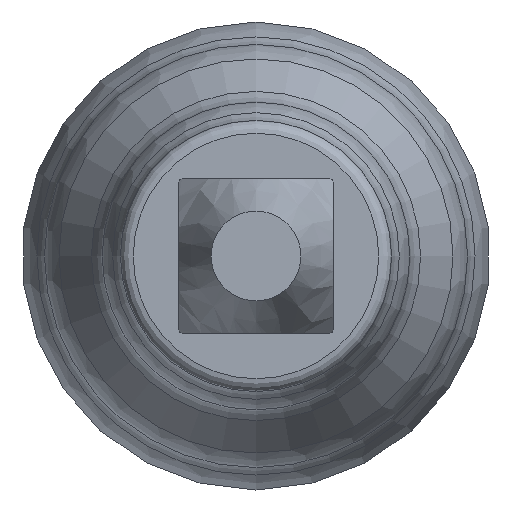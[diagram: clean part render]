
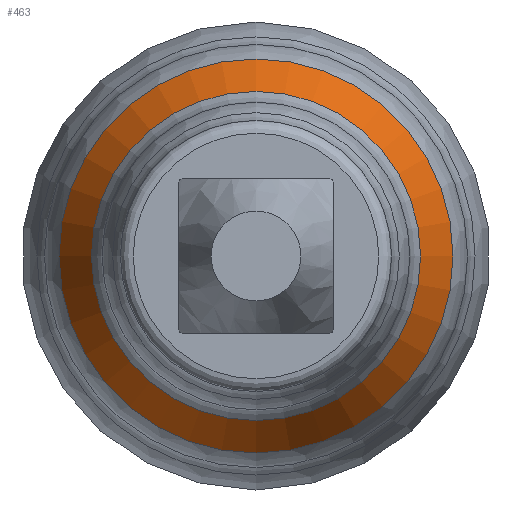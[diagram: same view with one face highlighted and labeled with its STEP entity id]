
A CAD part, left-side view. The second image highlights one B-rep face of the part: STEP entity #463.
In plain terms, the highlighted conical face has half-angle 28.305 degrees and reference radius 0.78 mm.
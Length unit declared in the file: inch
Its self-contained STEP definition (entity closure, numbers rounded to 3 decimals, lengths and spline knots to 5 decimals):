
#37 = DIRECTION ( 'NONE',  ( -1., 0., 0. ) ) ;
#50 = EDGE_CURVE ( 'NONE', #515, #515, #633, .T. ) ;
#111 = FACE_BOUND ( 'NONE', #774, .T. ) ;
#117 = FACE_OUTER_BOUND ( 'NONE', #1187, .T. ) ;
#122 = CARTESIAN_POINT ( 'NONE',  ( 0.10802, 0., 0. ) ) ;
#200 = CIRCLE ( 'NONE', #574, 0.02567 ) ;
#250 = DIRECTION ( 'NONE',  ( 1., 0., 0. ) ) ;
#302 = AXIS2_PLACEMENT_3D ( 'NONE', #356, #37, #511 ) ;
#321 = ORIENTED_EDGE ( 'NONE', *, *, #378, .F. ) ;
#326 = CARTESIAN_POINT ( 'NONE',  ( 0.09864, 0., 0.02567 ) ) ;
#356 = CARTESIAN_POINT ( 'NONE',  ( 0.10802, 0., 0. ) ) ;
#378 = EDGE_CURVE ( 'NONE', #429, #429, #200, .T. ) ;
#403 = DIRECTION ( 'NONE',  ( -1., 0., 0. ) ) ;
#429 = VERTEX_POINT ( 'NONE', #326 ) ;
#463 = ADVANCED_FACE ( 'NONE', ( #111, #117 ), #810, .T. ) ;
#511 = DIRECTION ( 'NONE',  ( 0., 0., 1. ) ) ;
#515 = VERTEX_POINT ( 'NONE', #1076 ) ;
#555 = AXIS2_PLACEMENT_3D ( 'NONE', #122, #250, #630 ) ;
#574 = AXIS2_PLACEMENT_3D ( 'NONE', #624, #403, #1154 ) ;
#624 = CARTESIAN_POINT ( 'NONE',  ( 0.09864, 0., 0. ) ) ;
#630 = DIRECTION ( 'NONE',  ( 0., 0., -1. ) ) ;
#633 = CIRCLE ( 'NONE', #302, 0.03073 ) ;
#774 = EDGE_LOOP ( 'NONE', ( #321 ) ) ;
#810 = CONICAL_SURFACE ( 'NONE', #555, 0.03073, 0.494 ) ;
#1076 = CARTESIAN_POINT ( 'NONE',  ( 0.10802, 0., 0.03073 ) ) ;
#1154 = DIRECTION ( 'NONE',  ( 0., 0., 1. ) ) ;
#1164 = ORIENTED_EDGE ( 'NONE', *, *, #50, .T. ) ;
#1187 = EDGE_LOOP ( 'NONE', ( #1164 ) ) ;
